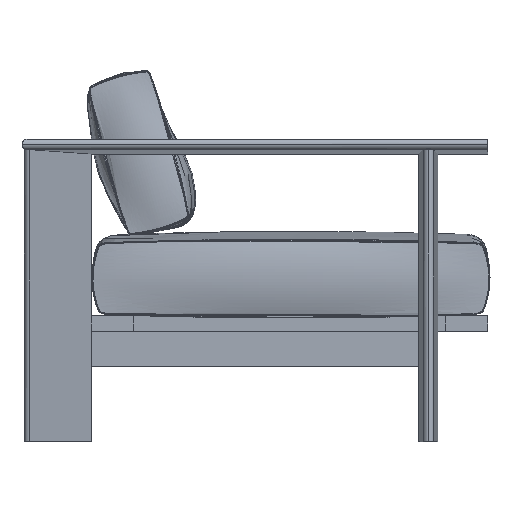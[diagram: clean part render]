
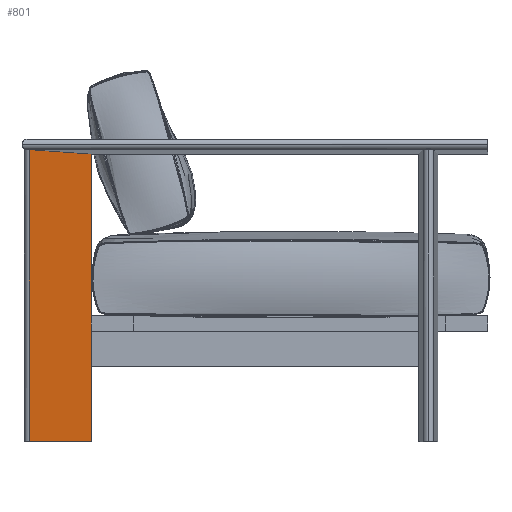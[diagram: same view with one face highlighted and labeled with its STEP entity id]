
A CAD part, left-side view. The second image highlights one B-rep face of the part: STEP entity #801.
In plain terms, the highlighted planar face has unit normal (-0.991, 0.133, 0).
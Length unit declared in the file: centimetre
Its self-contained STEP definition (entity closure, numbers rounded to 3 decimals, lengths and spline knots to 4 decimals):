
#127=PLANE('',#3374);
#801=ADVANCED_FACE('',(#1004),#127,.T.);
#1004=FACE_OUTER_BOUND('',#1207,.T.);
#1207=EDGE_LOOP('',(#1731,#1732,#1733,#1734));
#1731=ORIENTED_EDGE('',*,*,#2357,.T.);
#1732=ORIENTED_EDGE('',*,*,#2338,.T.);
#1733=ORIENTED_EDGE('',*,*,#2358,.F.);
#1734=ORIENTED_EDGE('',*,*,#2343,.F.);
#2338=EDGE_CURVE('',#3080,#3088,#2740,.T.);
#2343=EDGE_CURVE('',#3082,#3089,#2745,.T.);
#2357=EDGE_CURVE('',#3082,#3080,#2756,.T.);
#2358=EDGE_CURVE('',#3089,#3088,#2757,.T.);
#2740=B_SPLINE_CURVE_WITH_KNOTS('',1,(#41093,#41094),.UNSPECIFIED.,.F.,
 .F.,(2,2),(0.,542.5208),.UNSPECIFIED.);
#2745=B_SPLINE_CURVE_WITH_KNOTS('',1,(#41103,#41104),.UNSPECIFIED.,.F.,
 .F.,(2,2),(0.,589.2556),.UNSPECIFIED.);
#2756=B_SPLINE_CURVE_WITH_KNOTS('',1,(#41197,#41198),.UNSPECIFIED.,.F.,
 .F.,(2,2),(-106.6267,-20.301),.UNSPECIFIED.);
#2757=B_SPLINE_CURVE_WITH_KNOTS('',3,(#41199,#41200,#41201,#41202),
 .UNSPECIFIED.,.F.,.F.,(4,4),(6.0938,133.3406),
 .UNSPECIFIED.);
#3080=VERTEX_POINT('',#41079);
#3082=VERTEX_POINT('',#41081);
#3088=VERTEX_POINT('',#41087);
#3089=VERTEX_POINT('',#41088);
#3374=AXIS2_PLACEMENT_3D('',#41078,#3571,$);
#3571=DIRECTION('',(-0.991,0.132,0.));
#41078=CARTESIAN_POINT('',(-65.3855,77.0414,-25.7449));
#41079=CARTESIAN_POINT('',(-64.99,80.,-22.225));
#41081=CARTESIAN_POINT('',(-63.3082,92.5809,-22.225));
#41087=CARTESIAN_POINT('',(-64.99,80.,35.8));
#41088=CARTESIAN_POINT('',(-63.3082,92.5809,36.7006));
#41093=CARTESIAN_POINT('',(-64.99,80.,-22.225));
#41094=CARTESIAN_POINT('',(-64.99,80.,35.8));
#41103=CARTESIAN_POINT('',(-63.3082,92.5809,-22.225));
#41104=CARTESIAN_POINT('',(-63.3082,92.5809,36.7006));
#41197=CARTESIAN_POINT('',(-63.3082,92.5809,-22.225));
#41198=CARTESIAN_POINT('',(-64.99,80.,-22.225));
#41199=CARTESIAN_POINT('',(-63.3082,92.5809,36.7006));
#41200=CARTESIAN_POINT('',(-63.8688,88.3872,36.4004));
#41201=CARTESIAN_POINT('',(-64.4294,84.1936,36.1002));
#41202=CARTESIAN_POINT('',(-64.99,80.,35.8));
